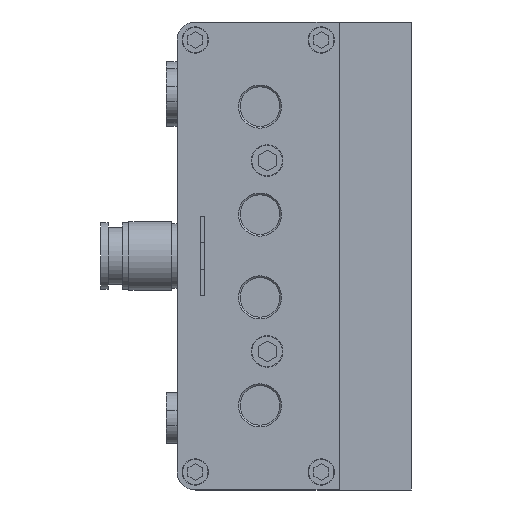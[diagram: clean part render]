
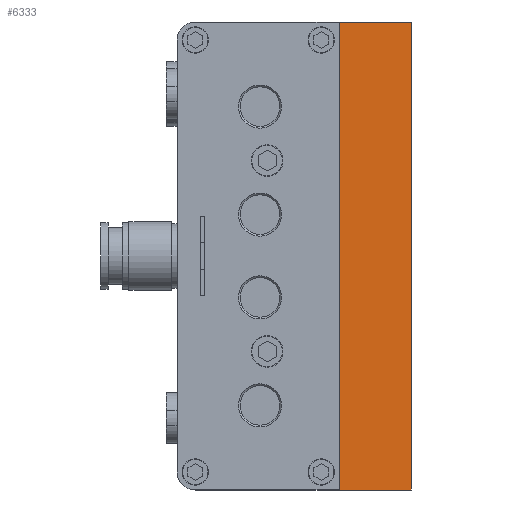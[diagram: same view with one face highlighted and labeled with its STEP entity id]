
A CAD part, left-side view. The second image highlights one B-rep face of the part: STEP entity #6333.
In plain terms, the highlighted planar face has unit normal (-1, 0, 0).
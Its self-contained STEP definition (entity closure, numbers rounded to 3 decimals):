
#1434 = PLANE ( 'NONE',  #31135 ) ;
#1617 = CARTESIAN_POINT ( 'NONE',  ( -419., -20., 65. ) ) ;
#1859 = CARTESIAN_POINT ( 'NONE',  ( -419., -20., 65. ) ) ;
#2172 = CARTESIAN_POINT ( 'NONE',  ( -419., 0., -65. ) ) ;
#3201 = VECTOR ( 'NONE', #34323, 1000. ) ;
#3897 = VECTOR ( 'NONE', #28663, 1000. ) ;
#6333 = ADVANCED_FACE ( 'NONE', ( #31223 ), #1434, .F. ) ;
#6645 = DIRECTION ( 'NONE',  ( 0., 0., -1. ) ) ;
#7413 = VERTEX_POINT ( 'NONE', #10336 ) ;
#9531 = EDGE_CURVE ( 'NONE', #24953, #23012, #15293, .T. ) ;
#10141 = LINE ( 'NONE', #18036, #12969 ) ;
#10193 = VERTEX_POINT ( 'NONE', #21899 ) ;
#10336 = CARTESIAN_POINT ( 'NONE',  ( -419., -20., 65. ) ) ;
#12202 = DIRECTION ( 'NONE',  ( 1., 0., 0. ) ) ;
#12247 = VECTOR ( 'NONE', #26238, 1000. ) ;
#12416 = CARTESIAN_POINT ( 'NONE',  ( -419., -20., -65. ) ) ;
#12969 = VECTOR ( 'NONE', #15883, 1000. ) ;
#14256 = EDGE_LOOP ( 'NONE', ( #25235, #22606, #20189, #14397 ) ) ;
#14397 = ORIENTED_EDGE ( 'NONE', *, *, #14913, .T. ) ;
#14913 = EDGE_CURVE ( 'NONE', #7413, #10193, #15671, .T. ) ;
#15293 = LINE ( 'NONE', #12416, #12247 ) ;
#15671 = LINE ( 'NONE', #1859, #3201 ) ;
#15883 = DIRECTION ( 'NONE',  ( 0., 0., -1. ) ) ;
#18036 = CARTESIAN_POINT ( 'NONE',  ( -419., 0., 65. ) ) ;
#20189 = ORIENTED_EDGE ( 'NONE', *, *, #34683, .F. ) ;
#21899 = CARTESIAN_POINT ( 'NONE',  ( -419., 0., 65. ) ) ;
#22606 = ORIENTED_EDGE ( 'NONE', *, *, #9531, .F. ) ;
#23012 = VERTEX_POINT ( 'NONE', #2172 ) ;
#24953 = VERTEX_POINT ( 'NONE', #25540 ) ;
#25235 = ORIENTED_EDGE ( 'NONE', *, *, #29976, .T. ) ;
#25540 = CARTESIAN_POINT ( 'NONE',  ( -419., -20., -65. ) ) ;
#25616 = LINE ( 'NONE', #31351, #3897 ) ;
#26238 = DIRECTION ( 'NONE',  ( 0., 1., 0. ) ) ;
#28663 = DIRECTION ( 'NONE',  ( 0., 0., -1. ) ) ;
#29976 = EDGE_CURVE ( 'NONE', #10193, #23012, #10141, .T. ) ;
#31135 = AXIS2_PLACEMENT_3D ( 'NONE', #1617, #12202, #6645 ) ;
#31223 = FACE_OUTER_BOUND ( 'NONE', #14256, .T. ) ;
#31351 = CARTESIAN_POINT ( 'NONE',  ( -419., -20., 65. ) ) ;
#34323 = DIRECTION ( 'NONE',  ( 0., 1., 0. ) ) ;
#34683 = EDGE_CURVE ( 'NONE', #7413, #24953, #25616, .T. ) ;
